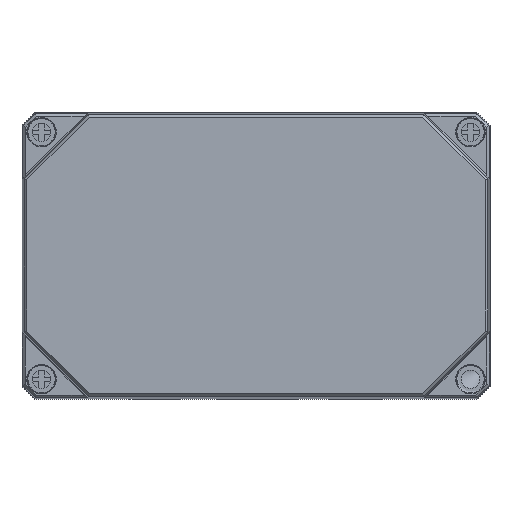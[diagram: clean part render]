
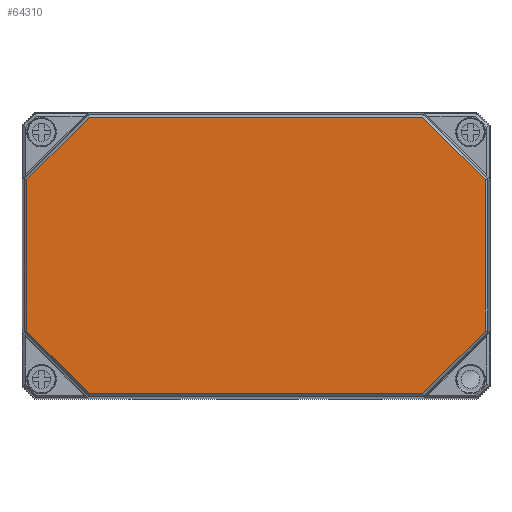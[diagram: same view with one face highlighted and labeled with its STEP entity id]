
A CAD part, top view. The second image highlights one B-rep face of the part: STEP entity #64310.
In plain terms, the highlighted face is planar.
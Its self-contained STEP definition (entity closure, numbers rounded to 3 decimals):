
#5939=PLANE('',#68080);
#9616=FACE_OUTER_BOUND('',#13550,.T.);
#13550=EDGE_LOOP('',(#58301,#58302,#58303,#58304,#58305,#58306,#58307,#58308));
#18548=LINE('',#112964,#23620);
#18552=LINE('',#112970,#23624);
#18640=LINE('',#114377,#23712);
#18643=LINE('',#114382,#23715);
#18645=LINE('',#114386,#23717);
#18648=LINE('',#114391,#23720);
#18650=LINE('',#114395,#23722);
#18653=LINE('',#114399,#23725);
#23620=VECTOR('',#79566,10.);
#23624=VECTOR('',#79572,10.);
#23712=VECTOR('',#79930,10.);
#23715=VECTOR('',#79935,10.);
#23717=VECTOR('',#79939,10.);
#23720=VECTOR('',#79944,10.);
#23722=VECTOR('',#79948,10.);
#23725=VECTOR('',#79953,10.);
#31387=VERTEX_POINT('',#112961);
#31388=VERTEX_POINT('',#112963);
#31389=VERTEX_POINT('',#112968);
#31490=VERTEX_POINT('',#114376);
#31491=VERTEX_POINT('',#114381);
#31492=VERTEX_POINT('',#114385);
#31493=VERTEX_POINT('',#114390);
#31494=VERTEX_POINT('',#114394);
#40330=EDGE_CURVE('',#31387,#31388,#18548,.T.);
#40334=EDGE_CURVE('',#31389,#31387,#18552,.T.);
#40515=EDGE_CURVE('',#31490,#31389,#18640,.T.);
#40518=EDGE_CURVE('',#31388,#31491,#18643,.T.);
#40520=EDGE_CURVE('',#31491,#31492,#18645,.T.);
#40523=EDGE_CURVE('',#31492,#31493,#18648,.T.);
#40525=EDGE_CURVE('',#31493,#31494,#18650,.T.);
#40528=EDGE_CURVE('',#31494,#31490,#18653,.T.);
#58301=ORIENTED_EDGE('',*,*,#40515,.F.);
#58302=ORIENTED_EDGE('',*,*,#40528,.F.);
#58303=ORIENTED_EDGE('',*,*,#40525,.F.);
#58304=ORIENTED_EDGE('',*,*,#40523,.F.);
#58305=ORIENTED_EDGE('',*,*,#40520,.F.);
#58306=ORIENTED_EDGE('',*,*,#40518,.F.);
#58307=ORIENTED_EDGE('',*,*,#40330,.F.);
#58308=ORIENTED_EDGE('',*,*,#40334,.F.);
#64310=ADVANCED_FACE('',(#9616),#5939,.T.);
#68080=AXIS2_PLACEMENT_3D('',#114420,#79968,#79969);
#79566=DIRECTION('',(-0.707,0.,0.707));
#79572=DIRECTION('',(0.,0.,1.));
#79930=DIRECTION('',(0.707,0.,0.707));
#79935=DIRECTION('',(-1.,0.,0.));
#79939=DIRECTION('',(-0.707,0.,-0.707));
#79944=DIRECTION('',(0.,0.,-1.));
#79948=DIRECTION('',(0.707,0.,-0.707));
#79953=DIRECTION('',(1.,0.,0.));
#79968=DIRECTION('center_axis',(0.,1.,0.));
#79969=DIRECTION('ref_axis',(0.,0.,1.));
#112961=CARTESIAN_POINT('',(88.188,93.,29.05));
#112963=CARTESIAN_POINT('',(64.05,93.,53.188));
#112964=CARTESIAN_POINT('',(73.619,93.,43.619));
#112968=CARTESIAN_POINT('',(88.188,93.,-29.05));
#112970=CARTESIAN_POINT('',(88.188,93.,-25.));
#114376=CARTESIAN_POINT('',(64.05,93.,-53.188));
#114377=CARTESIAN_POINT('',(61.119,93.,-56.119));
#114381=CARTESIAN_POINT('',(-64.05,93.,53.188));
#114382=CARTESIAN_POINT('',(42.5,93.,53.188));
#114385=CARTESIAN_POINT('',(-88.188,93.,29.05));
#114386=CARTESIAN_POINT('',(-61.119,93.,56.119));
#114390=CARTESIAN_POINT('',(-88.188,93.,-29.05));
#114391=CARTESIAN_POINT('',(-88.188,93.,25.));
#114394=CARTESIAN_POINT('',(-64.05,93.,-53.188));
#114395=CARTESIAN_POINT('',(-73.619,93.,-43.619));
#114399=CARTESIAN_POINT('',(-42.5,93.,-53.188));
#114420=CARTESIAN_POINT('Origin',(0.,93.,0.));
